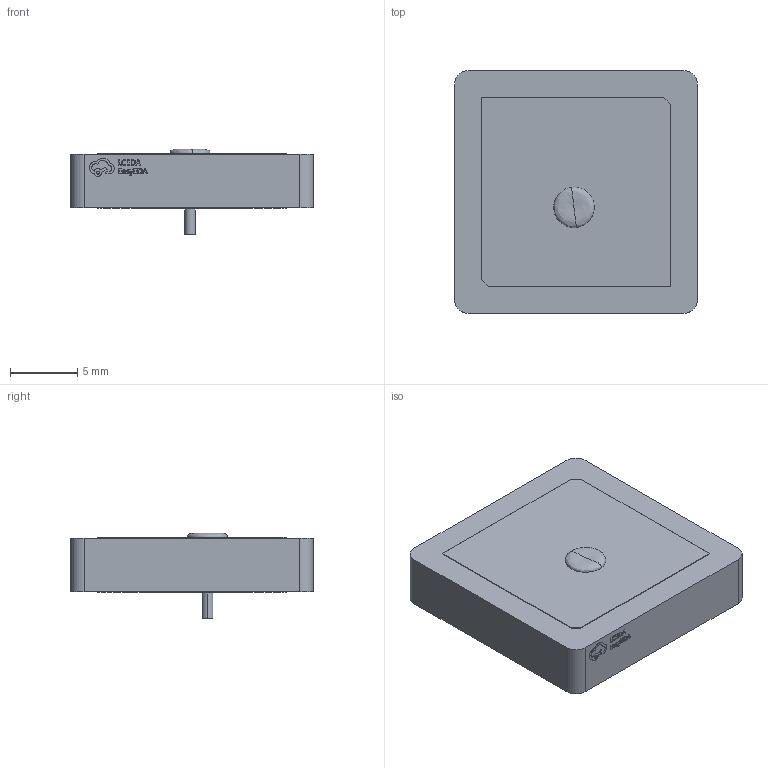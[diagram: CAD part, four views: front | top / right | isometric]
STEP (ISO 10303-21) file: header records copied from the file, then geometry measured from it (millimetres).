
FILE_DESCRIPTION (( 'STEP AP214' ), '1' );
FILE_NAME ('ANT-TH_L18.0-W18.0_C9900026472.STEP', '2022-11-06T00:32:08', ( '' ), ( '' ), 'SwSTEP 2.0', 'SolidWorks 2020', '' );
FILE_SCHEMA (( 'AUTOMOTIVE_DESIGN' ));
Length unit declared in the file: millimetre
Products named in the file (1): ANT-TH_L18.0-W18.0_C9900026472
Bounding box: 18 x 18.01 x 6.37 mm (x, y, z)
Volume: 1308.9 mm3; surface area: 938.3 mm2
Topology: 1 solids, 1 shells, 258 faces, 699 edges, 465 vertices
Faces by surface type: plane 146, bspline 100, cylinder 12
Entity records: 11589 total; most frequent: CARTESIAN_POINT 2893, ORIENTED_EDGE 1394, DIRECTION 835, EDGE_CURVE 697, LINE 469, VECTOR 469, VERTEX_POINT 465, EDGE_LOOP 282
